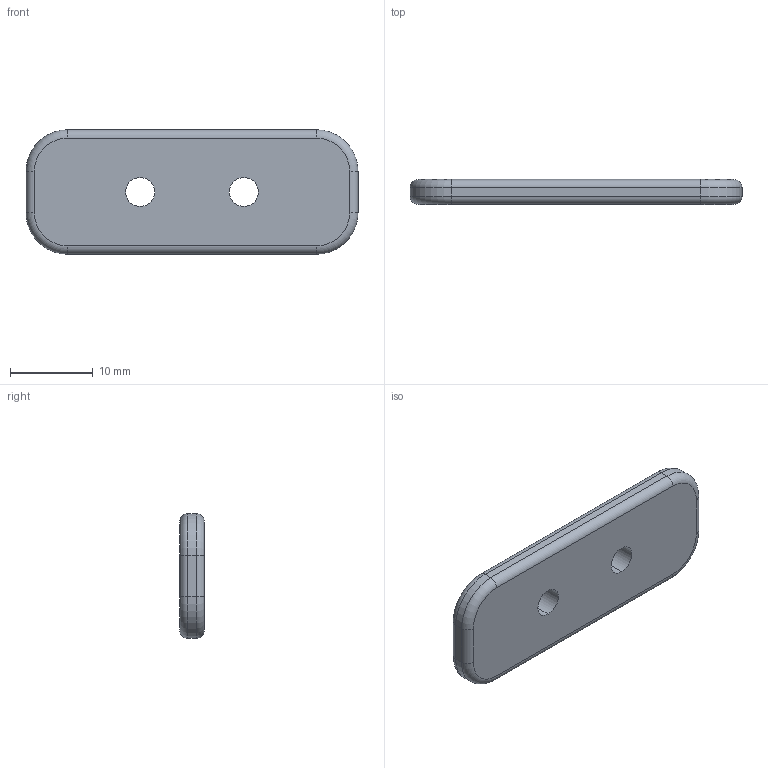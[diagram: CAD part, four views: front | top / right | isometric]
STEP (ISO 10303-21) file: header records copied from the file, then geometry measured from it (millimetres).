
FILE_DESCRIPTION (( 'STEP AP214' ), '1' );
FILE_NAME ('Schlieren_blade_counterpart.STEP', '2023-06-01T10:50:20', ( '' ), ( '' ), 'SwSTEP 2.0', 'SolidWorks 2022', '' );
FILE_SCHEMA (( 'AUTOMOTIVE_DESIGN' ));
Length unit declared in the file: millimetre
Products named in the file (1): Schlieren_blade_counterpart
Bounding box: 40 x 3 x 15 mm (x, y, z)
Volume: 1499.3 mm3; surface area: 1491.3 mm2
Topology: 1 solids, 1 shells, 39 faces, 86 edges, 52 vertices
Faces by surface type: cylinder 22, plane 9, torus 8
Entity records: 1126 total; most frequent: DIRECTION 218, CARTESIAN_POINT 178, ORIENTED_EDGE 172, AXIS2_PLACEMENT_3D 92, EDGE_CURVE 86, VERTEX_POINT 52, CIRCLE 52, EDGE_LOOP 46
